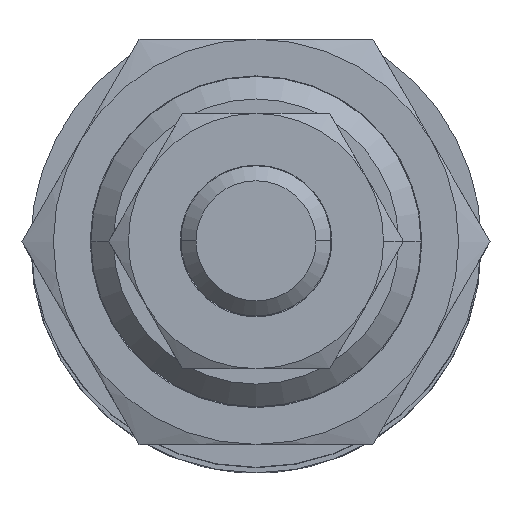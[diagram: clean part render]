
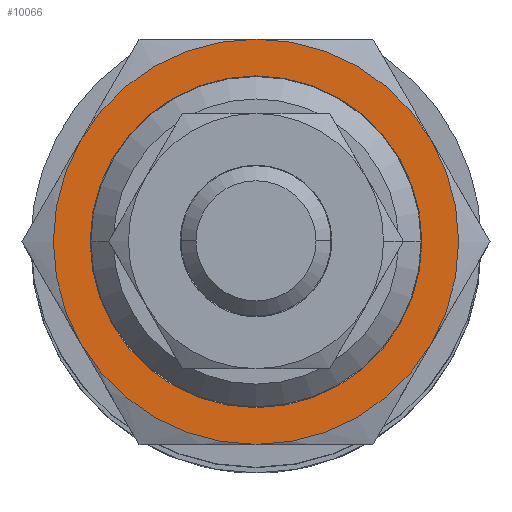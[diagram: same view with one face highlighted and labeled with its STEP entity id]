
A CAD part, top view. The second image highlights one B-rep face of the part: STEP entity #10066.
In plain terms, the highlighted planar face has unit normal (0, 0, 1).
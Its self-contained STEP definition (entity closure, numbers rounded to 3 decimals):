
#305 = DIRECTION ( 'NONE',  ( 0.866, 0.5, 0. ) ) ;
#318 = PLANE ( 'NONE',  #1200 ) ;
#319 = CARTESIAN_POINT ( 'NONE',  ( 0., 0., 242. ) ) ;
#359 = DIRECTION ( 'NONE',  ( 0., 0., 1. ) ) ;
#898 = VERTEX_POINT ( 'NONE', #1493 ) ;
#1174 = DIRECTION ( 'NONE',  ( 0.866, 0.5, 0. ) ) ;
#1200 = AXIS2_PLACEMENT_3D ( 'NONE', #4962, #4038, #1174 ) ;
#1280 = DIRECTION ( 'NONE',  ( 0.866, 0.5, 0. ) ) ;
#1324 = CIRCLE ( 'NONE', #7380, 13.5 ) ;
#1487 = AXIS2_PLACEMENT_3D ( 'NONE', #9031, #11910, #4397 ) ;
#1493 = CARTESIAN_POINT ( 'NONE',  ( 9.57, 5.525, 242. ) ) ;
#1543 = CIRCLE ( 'NONE', #4091, 11.05 ) ;
#1673 = AXIS2_PLACEMENT_3D ( 'NONE', #7689, #359, #305 ) ;
#1863 = EDGE_CURVE ( 'NONE', #10511, #7264, #5974, .T. ) ;
#2080 = EDGE_CURVE ( 'NONE', #5341, #5493, #4423, .T. ) ;
#2099 = CARTESIAN_POINT ( 'NONE',  ( -9.57, -5.525, 242. ) ) ;
#2200 = CARTESIAN_POINT ( 'NONE',  ( 0., 0., 242. ) ) ;
#2531 = CARTESIAN_POINT ( 'NONE',  ( 0., 0., 242. ) ) ;
#2815 = EDGE_CURVE ( 'NONE', #5802, #5341, #12033, .T. ) ;
#3182 = CARTESIAN_POINT ( 'NONE',  ( 11.691, -6.75, 242. ) ) ;
#3228 = EDGE_CURVE ( 'NONE', #7264, #10108, #1324, .T. ) ;
#3262 = DIRECTION ( 'NONE',  ( 0., 0., 1. ) ) ;
#3849 = ORIENTED_EDGE ( 'NONE', *, *, #4386, .F. ) ;
#4038 = DIRECTION ( 'NONE',  ( 0., 0., 1. ) ) ;
#4091 = AXIS2_PLACEMENT_3D ( 'NONE', #5545, #9266, #6227 ) ;
#4164 = EDGE_CURVE ( 'NONE', #5493, #10511, #4485, .T. ) ;
#4318 = ORIENTED_EDGE ( 'NONE', *, *, #2080, .T. ) ;
#4386 = EDGE_CURVE ( 'NONE', #9758, #898, #11497, .T. ) ;
#4397 = DIRECTION ( 'NONE',  ( 0.866, 0.5, 0. ) ) ;
#4403 = CARTESIAN_POINT ( 'NONE',  ( 0., 0., 242. ) ) ;
#4423 = CIRCLE ( 'NONE', #8893, 13.5 ) ;
#4485 = CIRCLE ( 'NONE', #11310, 13.5 ) ;
#4962 = CARTESIAN_POINT ( 'NONE',  ( 0., 0., 242. ) ) ;
#5341 = VERTEX_POINT ( 'NONE', #5470 ) ;
#5470 = CARTESIAN_POINT ( 'NONE',  ( 0., 13.5, 242. ) ) ;
#5493 = VERTEX_POINT ( 'NONE', #6683 ) ;
#5545 = CARTESIAN_POINT ( 'NONE',  ( 0., 0., 242. ) ) ;
#5802 = VERTEX_POINT ( 'NONE', #9586 ) ;
#5874 = FACE_BOUND ( 'NONE', #7178, .T. ) ;
#5927 = DIRECTION ( 'NONE',  ( 0., 0., 1. ) ) ;
#5974 = CIRCLE ( 'NONE', #1487, 13.5 ) ;
#6227 = DIRECTION ( 'NONE',  ( 0.866, 0.5, 0. ) ) ;
#6563 = ORIENTED_EDGE ( 'NONE', *, *, #8941, .F. ) ;
#6683 = CARTESIAN_POINT ( 'NONE',  ( -11.691, 6.75, 242. ) ) ;
#7111 = DIRECTION ( 'NONE',  ( 0.866, 0.5, 0. ) ) ;
#7178 = EDGE_LOOP ( 'NONE', ( #6563, #3849 ) ) ;
#7264 = VERTEX_POINT ( 'NONE', #8788 ) ;
#7380 = AXIS2_PLACEMENT_3D ( 'NONE', #7387, #9221, #8296 ) ;
#7387 = CARTESIAN_POINT ( 'NONE',  ( 0., 0., 242. ) ) ;
#7578 = ORIENTED_EDGE ( 'NONE', *, *, #2815, .T. ) ;
#7641 = DIRECTION ( 'NONE',  ( 0., 0., 1. ) ) ;
#7689 = CARTESIAN_POINT ( 'NONE',  ( 0., 0., 242. ) ) ;
#8061 = DIRECTION ( 'NONE',  ( 0., 0., 1. ) ) ;
#8296 = DIRECTION ( 'NONE',  ( 0.866, 0.5, 0. ) ) ;
#8373 = AXIS2_PLACEMENT_3D ( 'NONE', #4403, #8061, #10754 ) ;
#8592 = CARTESIAN_POINT ( 'NONE',  ( -11.691, -6.75, 242. ) ) ;
#8625 = ORIENTED_EDGE ( 'NONE', *, *, #10956, .T. ) ;
#8788 = CARTESIAN_POINT ( 'NONE',  ( 0., -13.5, 242. ) ) ;
#8893 = AXIS2_PLACEMENT_3D ( 'NONE', #2531, #3262, #7111 ) ;
#8941 = EDGE_CURVE ( 'NONE', #898, #9758, #1543, .T. ) ;
#9031 = CARTESIAN_POINT ( 'NONE',  ( 0., 0., 242. ) ) ;
#9195 = ORIENTED_EDGE ( 'NONE', *, *, #1863, .T. ) ;
#9219 = CIRCLE ( 'NONE', #9805, 13.5 ) ;
#9221 = DIRECTION ( 'NONE',  ( 0., 0., 1. ) ) ;
#9266 = DIRECTION ( 'NONE',  ( 0., 0., 1. ) ) ;
#9586 = CARTESIAN_POINT ( 'NONE',  ( 11.691, 6.75, 242. ) ) ;
#9603 = FACE_OUTER_BOUND ( 'NONE', #10004, .T. ) ;
#9723 = ORIENTED_EDGE ( 'NONE', *, *, #3228, .T. ) ;
#9758 = VERTEX_POINT ( 'NONE', #2099 ) ;
#9805 = AXIS2_PLACEMENT_3D ( 'NONE', #2200, #5927, #1280 ) ;
#10004 = EDGE_LOOP ( 'NONE', ( #8625, #7578, #4318, #10303, #9195, #9723 ) ) ;
#10066 = ADVANCED_FACE ( 'NONE', ( #5874, #9603 ), #318, .T. ) ;
#10108 = VERTEX_POINT ( 'NONE', #3182 ) ;
#10303 = ORIENTED_EDGE ( 'NONE', *, *, #4164, .T. ) ;
#10511 = VERTEX_POINT ( 'NONE', #8592 ) ;
#10571 = DIRECTION ( 'NONE',  ( 0.866, 0.5, 0. ) ) ;
#10754 = DIRECTION ( 'NONE',  ( 0.866, 0.5, 0. ) ) ;
#10956 = EDGE_CURVE ( 'NONE', #10108, #5802, #9219, .T. ) ;
#11310 = AXIS2_PLACEMENT_3D ( 'NONE', #319, #7641, #10571 ) ;
#11497 = CIRCLE ( 'NONE', #8373, 11.05 ) ;
#11910 = DIRECTION ( 'NONE',  ( 0., 0., 1. ) ) ;
#12033 = CIRCLE ( 'NONE', #1673, 13.5 ) ;
